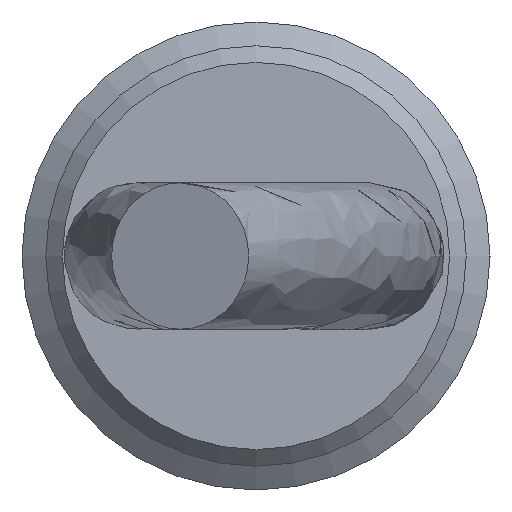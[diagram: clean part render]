
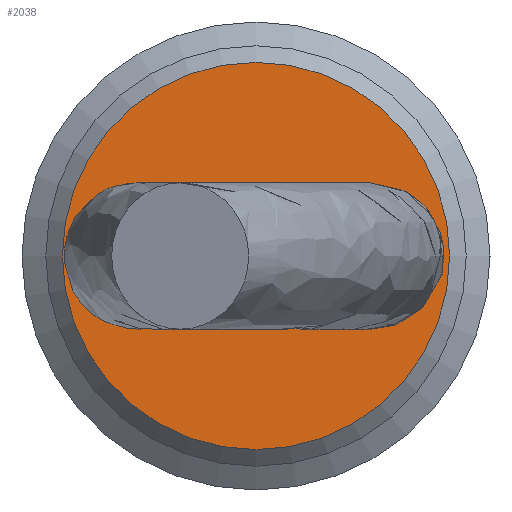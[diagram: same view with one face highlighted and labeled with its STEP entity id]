
A CAD part, left-side view. The second image highlights one B-rep face of the part: STEP entity #2038.
In plain terms, the highlighted planar face has unit normal (-1, 0, 0).
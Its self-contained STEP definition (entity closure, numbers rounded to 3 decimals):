
#19 = DIRECTION ( 'NONE',  ( -1., 0., 0. ) ) ;
#88 = PLANE ( 'NONE',  #1421 ) ;
#157 = DIRECTION ( 'NONE',  ( 0., 0., -1. ) ) ;
#300 = CARTESIAN_POINT ( 'NONE',  ( 0., 2., 1.25 ) ) ;
#411 = EDGE_CURVE ( 'NONE', #1252, #1252, #904, .T. ) ;
#460 = AXIS2_PLACEMENT_3D ( 'NONE', #1104, #19, #919 ) ;
#642 = DIRECTION ( 'NONE',  ( 0., 0., -1. ) ) ;
#703 = EDGE_CURVE ( 'NONE', #2118, #2118, #1612, .T. ) ;
#787 = CARTESIAN_POINT ( 'NONE',  ( 0., 0., 0. ) ) ;
#904 = CIRCLE ( 'NONE', #460, 1.25 ) ;
#918 = EDGE_LOOP ( 'NONE', ( #1595 ) ) ;
#919 = DIRECTION ( 'NONE',  ( 0., 0., 1. ) ) ;
#922 = CARTESIAN_POINT ( 'NONE',  ( 0., 4., 0. ) ) ;
#1104 = CARTESIAN_POINT ( 'NONE',  ( 0., 2., 0. ) ) ;
#1156 = DIRECTION ( 'NONE',  ( 1., 0., 0. ) ) ;
#1252 = VERTEX_POINT ( 'NONE', #300 ) ;
#1421 = AXIS2_PLACEMENT_3D ( 'NONE', #922, #1156, #157 ) ;
#1595 = ORIENTED_EDGE ( 'NONE', *, *, #703, .T. ) ;
#1599 = ORIENTED_EDGE ( 'NONE', *, *, #411, .F. ) ;
#1612 = CIRCLE ( 'NONE', #1882, 3.31 ) ;
#1783 = CARTESIAN_POINT ( 'NONE',  ( 0., 0., -3.31 ) ) ;
#1875 = DIRECTION ( 'NONE',  ( -1., 0., 0. ) ) ;
#1882 = AXIS2_PLACEMENT_3D ( 'NONE', #787, #1875, #642 ) ;
#1886 = FACE_BOUND ( 'NONE', #2025, .T. ) ;
#2025 = EDGE_LOOP ( 'NONE', ( #1599 ) ) ;
#2038 = ADVANCED_FACE ( 'NONE', ( #2045, #1886 ), #88, .F. ) ;
#2045 = FACE_OUTER_BOUND ( 'NONE', #918, .T. ) ;
#2118 = VERTEX_POINT ( 'NONE', #1783 ) ;
